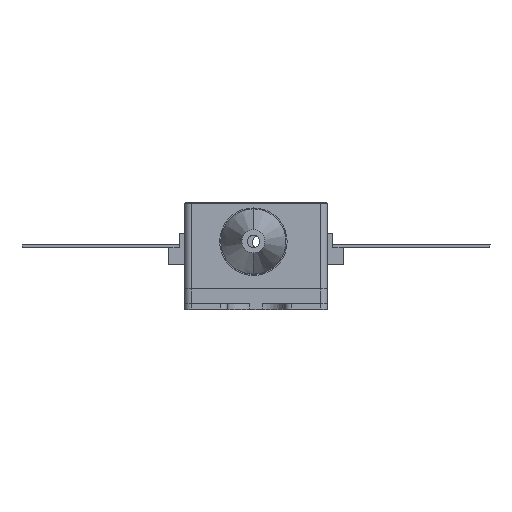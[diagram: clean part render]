
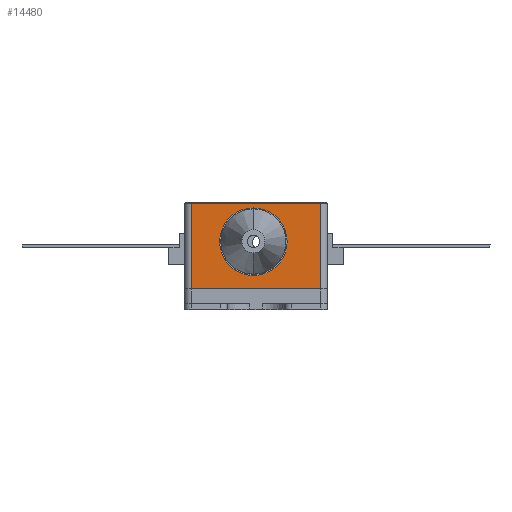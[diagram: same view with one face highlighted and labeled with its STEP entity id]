
A CAD part, top view. The second image highlights one B-rep face of the part: STEP entity #14480.
In plain terms, the highlighted planar face has unit normal (0, 0, 1).
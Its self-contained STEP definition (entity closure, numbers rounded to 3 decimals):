
#1592 = AXIS2_PLACEMENT_3D ( 'NONE', #6094, #5535, #8984 ) ;
#1920 = CARTESIAN_POINT ( 'NONE',  ( 2.4, -6.006, 25.4 ) ) ;
#2134 = CARTESIAN_POINT ( 'NONE',  ( -4.703, -10.206, 25.4 ) ) ;
#2359 = ORIENTED_EDGE ( 'NONE', *, *, #10855, .F. ) ;
#2578 = LINE ( 'NONE', #22550, #21050 ) ;
#3193 = CARTESIAN_POINT ( 'NONE',  ( -5.303, -10.206, 25.4 ) ) ;
#3614 = CARTESIAN_POINT ( 'NONE',  ( 6.797, -2.606, 25.4 ) ) ;
#3712 = CARTESIAN_POINT ( 'NONE',  ( -0.775, -6.006, 25.4 ) ) ;
#4711 = ORIENTED_EDGE ( 'NONE', *, *, #20069, .F. ) ;
#4725 = EDGE_CURVE ( 'NONE', #21173, #8959, #11137, .T. ) ;
#4928 = PLANE ( 'NONE',  #9853 ) ;
#5535 = DIRECTION ( 'NONE',  ( 0., 0., 1. ) ) ;
#6094 = CARTESIAN_POINT ( 'NONE',  ( 0.813, -6.006, 25.4 ) ) ;
#6750 = VECTOR ( 'NONE', #12754, 1000. ) ;
#7146 = EDGE_CURVE ( 'NONE', #8959, #18252, #15354, .T. ) ;
#7279 = FACE_BOUND ( 'NONE', #8999, .T. ) ;
#7840 = FACE_OUTER_BOUND ( 'NONE', #15756, .T. ) ;
#8316 = DIRECTION ( 'NONE',  ( 0., 0., 1. ) ) ;
#8537 = DIRECTION ( 'NONE',  ( 1., 0., 0. ) ) ;
#8959 = VERTEX_POINT ( 'NONE', #18913 ) ;
#8984 = DIRECTION ( 'NONE',  ( 1., 0., 0. ) ) ;
#8999 = EDGE_LOOP ( 'NONE', ( #2359, #4711 ) ) ;
#9044 = CARTESIAN_POINT ( 'NONE',  ( -4.703, -10.206, 25.4 ) ) ;
#9356 = CIRCLE ( 'NONE', #1592, 1.587 ) ;
#9853 = AXIS2_PLACEMENT_3D ( 'NONE', #3193, #8316, #8537 ) ;
#10070 = CARTESIAN_POINT ( 'NONE',  ( 6.797, -10.206, 25.4 ) ) ;
#10818 = ORIENTED_EDGE ( 'NONE', *, *, #13569, .T. ) ;
#10855 = EDGE_CURVE ( 'NONE', #10957, #20170, #9356, .T. ) ;
#10943 = CARTESIAN_POINT ( 'NONE',  ( -5.303, -10.206, 25.4 ) ) ;
#10957 = VERTEX_POINT ( 'NONE', #1920 ) ;
#11137 = LINE ( 'NONE', #18605, #23160 ) ;
#11650 = DIRECTION ( 'NONE',  ( -1., 0., 0. ) ) ;
#12266 = DIRECTION ( 'NONE',  ( 0., 0., 1. ) ) ;
#12754 = DIRECTION ( 'NONE',  ( 1., 0., 0. ) ) ;
#13264 = AXIS2_PLACEMENT_3D ( 'NONE', #22964, #12266, #22738 ) ;
#13424 = ORIENTED_EDGE ( 'NONE', *, *, #7146, .T. ) ;
#13569 = EDGE_CURVE ( 'NONE', #20484, #21173, #2578, .T. ) ;
#13653 = DIRECTION ( 'NONE',  ( 0., 1., 0. ) ) ;
#14264 = EDGE_CURVE ( 'NONE', #18252, #20484, #22096, .T. ) ;
#14322 = ORIENTED_EDGE ( 'NONE', *, *, #4725, .T. ) ;
#14480 = ADVANCED_FACE ( 'NONE', ( #7279, #7840 ), #4928, .T. ) ;
#14948 = CIRCLE ( 'NONE', #13264, 1.587 ) ;
#15354 = LINE ( 'NONE', #9044, #22053 ) ;
#15428 = ORIENTED_EDGE ( 'NONE', *, *, #14264, .T. ) ;
#15756 = EDGE_LOOP ( 'NONE', ( #14322, #13424, #15428, #10818 ) ) ;
#18252 = VERTEX_POINT ( 'NONE', #2134 ) ;
#18605 = CARTESIAN_POINT ( 'NONE',  ( -5.303, -2.606, 25.4 ) ) ;
#18913 = CARTESIAN_POINT ( 'NONE',  ( -4.703, -2.606, 25.4 ) ) ;
#20069 = EDGE_CURVE ( 'NONE', #20170, #10957, #14948, .T. ) ;
#20170 = VERTEX_POINT ( 'NONE', #3712 ) ;
#20484 = VERTEX_POINT ( 'NONE', #10070 ) ;
#21050 = VECTOR ( 'NONE', #13653, 1000. ) ;
#21173 = VERTEX_POINT ( 'NONE', #3614 ) ;
#21374 = DIRECTION ( 'NONE',  ( 0., -1., 0. ) ) ;
#22053 = VECTOR ( 'NONE', #21374, 1000. ) ;
#22096 = LINE ( 'NONE', #10943, #6750 ) ;
#22550 = CARTESIAN_POINT ( 'NONE',  ( 6.797, -2.606, 25.4 ) ) ;
#22738 = DIRECTION ( 'NONE',  ( 1., 0., 0. ) ) ;
#22964 = CARTESIAN_POINT ( 'NONE',  ( 0.813, -6.006, 25.4 ) ) ;
#23160 = VECTOR ( 'NONE', #11650, 1000. ) ;
